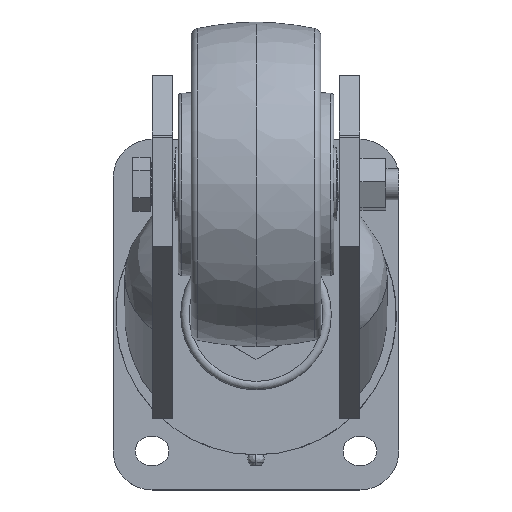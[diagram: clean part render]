
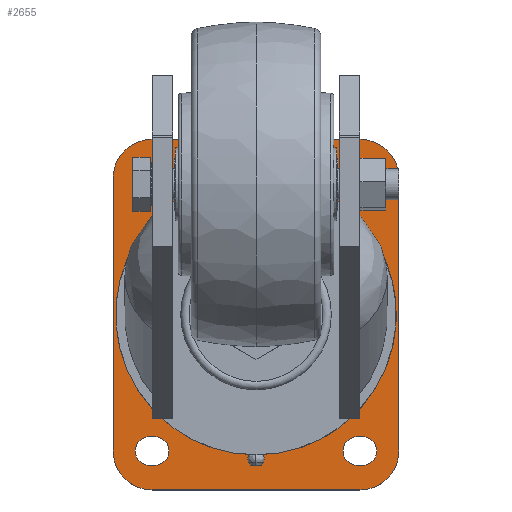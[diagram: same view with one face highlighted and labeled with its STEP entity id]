
A CAD part, top view. The second image highlights one B-rep face of the part: STEP entity #2655.
In plain terms, the highlighted planar face has unit normal (0, 0, 1).
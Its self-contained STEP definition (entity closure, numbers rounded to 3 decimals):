
#664=PLANE('',#12698);
#860=FACE_BOUND('',#4120,.T.);
#861=FACE_BOUND('',#4121,.T.);
#862=FACE_BOUND('',#4122,.T.);
#863=FACE_BOUND('',#4123,.T.);
#864=FACE_BOUND('',#4124,.T.);
#2655=ADVANCED_FACE('',(#860,#861,#862,#863,#864,#3315),#664,.T.);
#3315=FACE_OUTER_BOUND('',#4125,.T.);
#4120=EDGE_LOOP('',(#8882));
#4121=EDGE_LOOP('',(#8883,#8884,#8885,#8886));
#4122=EDGE_LOOP('',(#8887,#8888,#8889,#8890));
#4123=EDGE_LOOP('',(#8891,#8892,#8893,#8894));
#4124=EDGE_LOOP('',(#8895,#8896,#8897,#8898));
#4125=EDGE_LOOP('',(#8899,#8900,#8901,#8902,#8903,#8904,#8905,#8906));
#4796=LINE('',#22808,#5666);
#4797=LINE('',#22813,#5667);
#4798=LINE('',#22816,#5668);
#4799=LINE('',#22821,#5669);
#4800=LINE('',#22824,#5670);
#4801=LINE('',#22829,#5671);
#4802=LINE('',#22832,#5672);
#4803=LINE('',#22837,#5673);
#4804=LINE('',#22840,#5674);
#4805=LINE('',#22845,#5675);
#4806=LINE('',#22849,#5676);
#4807=LINE('',#22853,#5677);
#5666=VECTOR('',#14738,1.);
#5667=VECTOR('',#14741,1.);
#5668=VECTOR('',#14744,1.);
#5669=VECTOR('',#14747,1.);
#5670=VECTOR('',#14750,1.);
#5671=VECTOR('',#14753,1.);
#5672=VECTOR('',#14756,1.);
#5673=VECTOR('',#14759,1.);
#5674=VECTOR('',#14762,1.);
#5675=VECTOR('',#14765,1.);
#5676=VECTOR('',#14768,1.);
#5677=VECTOR('',#14771,1.);
#8882=ORIENTED_EDGE('',*,*,#11817,.F.);
#8883=ORIENTED_EDGE('',*,*,#11818,.T.);
#8884=ORIENTED_EDGE('',*,*,#11819,.F.);
#8885=ORIENTED_EDGE('',*,*,#11820,.F.);
#8886=ORIENTED_EDGE('',*,*,#11821,.F.);
#8887=ORIENTED_EDGE('',*,*,#11822,.T.);
#8888=ORIENTED_EDGE('',*,*,#11823,.F.);
#8889=ORIENTED_EDGE('',*,*,#11824,.F.);
#8890=ORIENTED_EDGE('',*,*,#11825,.F.);
#8891=ORIENTED_EDGE('',*,*,#11826,.T.);
#8892=ORIENTED_EDGE('',*,*,#11827,.F.);
#8893=ORIENTED_EDGE('',*,*,#11828,.F.);
#8894=ORIENTED_EDGE('',*,*,#11829,.F.);
#8895=ORIENTED_EDGE('',*,*,#11830,.T.);
#8896=ORIENTED_EDGE('',*,*,#11831,.F.);
#8897=ORIENTED_EDGE('',*,*,#11832,.F.);
#8898=ORIENTED_EDGE('',*,*,#11833,.F.);
#8899=ORIENTED_EDGE('',*,*,#11834,.F.);
#8900=ORIENTED_EDGE('',*,*,#11835,.T.);
#8901=ORIENTED_EDGE('',*,*,#11836,.F.);
#8902=ORIENTED_EDGE('',*,*,#11837,.T.);
#8903=ORIENTED_EDGE('',*,*,#11838,.F.);
#8904=ORIENTED_EDGE('',*,*,#11839,.T.);
#8905=ORIENTED_EDGE('',*,*,#11840,.F.);
#8906=ORIENTED_EDGE('',*,*,#11841,.T.);
#10165=VERTEX_POINT('',#22807);
#10166=VERTEX_POINT('',#22809);
#10167=VERTEX_POINT('',#22810);
#10168=VERTEX_POINT('',#22812);
#10169=VERTEX_POINT('',#22814);
#10170=VERTEX_POINT('',#22817);
#10171=VERTEX_POINT('',#22818);
#10172=VERTEX_POINT('',#22820);
#10173=VERTEX_POINT('',#22822);
#10174=VERTEX_POINT('',#22825);
#10175=VERTEX_POINT('',#22826);
#10176=VERTEX_POINT('',#22828);
#10177=VERTEX_POINT('',#22830);
#10178=VERTEX_POINT('',#22833);
#10179=VERTEX_POINT('',#22834);
#10180=VERTEX_POINT('',#22836);
#10181=VERTEX_POINT('',#22838);
#10182=VERTEX_POINT('',#22841);
#10183=VERTEX_POINT('',#22842);
#10184=VERTEX_POINT('',#22844);
#10185=VERTEX_POINT('',#22846);
#10186=VERTEX_POINT('',#22848);
#10187=VERTEX_POINT('',#22850);
#10188=VERTEX_POINT('',#22852);
#10189=VERTEX_POINT('',#22854);
#11817=EDGE_CURVE('',#10165,#10165,#12068,.T.);
#11818=EDGE_CURVE('',#10166,#10167,#4796,.T.);
#11819=EDGE_CURVE('',#10168,#10167,#12069,.T.);
#11820=EDGE_CURVE('',#10169,#10168,#4797,.T.);
#11821=EDGE_CURVE('',#10166,#10169,#12070,.T.);
#11822=EDGE_CURVE('',#10170,#10171,#4798,.T.);
#11823=EDGE_CURVE('',#10172,#10171,#12071,.T.);
#11824=EDGE_CURVE('',#10173,#10172,#4799,.T.);
#11825=EDGE_CURVE('',#10170,#10173,#12072,.T.);
#11826=EDGE_CURVE('',#10174,#10175,#4800,.T.);
#11827=EDGE_CURVE('',#10176,#10175,#12073,.T.);
#11828=EDGE_CURVE('',#10177,#10176,#4801,.T.);
#11829=EDGE_CURVE('',#10174,#10177,#12074,.T.);
#11830=EDGE_CURVE('',#10178,#10179,#4802,.T.);
#11831=EDGE_CURVE('',#10180,#10179,#12075,.T.);
#11832=EDGE_CURVE('',#10181,#10180,#4803,.T.);
#11833=EDGE_CURVE('',#10178,#10181,#12076,.T.);
#11834=EDGE_CURVE('',#10182,#10183,#4804,.T.);
#11835=EDGE_CURVE('',#10182,#10184,#12077,.T.);
#11836=EDGE_CURVE('',#10185,#10184,#4805,.T.);
#11837=EDGE_CURVE('',#10185,#10186,#12078,.T.);
#11838=EDGE_CURVE('',#10187,#10186,#4806,.T.);
#11839=EDGE_CURVE('',#10187,#10188,#12079,.T.);
#11840=EDGE_CURVE('',#10189,#10188,#4807,.T.);
#11841=EDGE_CURVE('',#10189,#10183,#12080,.T.);
#12068=CIRCLE('',#12685,47.5);
#12069=CIRCLE('',#12686,5.5);
#12070=CIRCLE('',#12687,5.5);
#12071=CIRCLE('',#12688,5.5);
#12072=CIRCLE('',#12689,5.5);
#12073=CIRCLE('',#12690,5.5);
#12074=CIRCLE('',#12691,5.5);
#12075=CIRCLE('',#12692,5.5);
#12076=CIRCLE('',#12693,5.5);
#12077=CIRCLE('',#12694,15.);
#12078=CIRCLE('',#12695,15.);
#12079=CIRCLE('',#12696,15.);
#12080=CIRCLE('',#12697,15.);
#12685=AXIS2_PLACEMENT_3D('',#22806,#14736,#14737);
#12686=AXIS2_PLACEMENT_3D('',#22811,#14739,#14740);
#12687=AXIS2_PLACEMENT_3D('',#22815,#14742,#14743);
#12688=AXIS2_PLACEMENT_3D('',#22819,#14745,#14746);
#12689=AXIS2_PLACEMENT_3D('',#22823,#14748,#14749);
#12690=AXIS2_PLACEMENT_3D('',#22827,#14751,#14752);
#12691=AXIS2_PLACEMENT_3D('',#22831,#14754,#14755);
#12692=AXIS2_PLACEMENT_3D('',#22835,#14757,#14758);
#12693=AXIS2_PLACEMENT_3D('',#22839,#14760,#14761);
#12694=AXIS2_PLACEMENT_3D('',#22843,#14763,#14764);
#12695=AXIS2_PLACEMENT_3D('',#22847,#14766,#14767);
#12696=AXIS2_PLACEMENT_3D('',#22851,#14769,#14770);
#12697=AXIS2_PLACEMENT_3D('',#22855,#14772,#14773);
#12698=AXIS2_PLACEMENT_3D('',#22856,#14774,#14775);
#14736=DIRECTION('',(0.,0.,1.));
#14737=DIRECTION('',(0.,1.,0.));
#14738=DIRECTION('',(-1.,0.,0.));
#14739=DIRECTION('',(0.,0.,1.));
#14740=DIRECTION('',(0.,1.,0.));
#14741=DIRECTION('',(-1.,0.,0.));
#14742=DIRECTION('',(0.,0.,1.));
#14743=DIRECTION('',(0.,1.,0.));
#14744=DIRECTION('',(-1.,0.,0.));
#14745=DIRECTION('',(0.,0.,1.));
#14746=DIRECTION('',(0.,1.,0.));
#14747=DIRECTION('',(-1.,0.,0.));
#14748=DIRECTION('',(0.,0.,1.));
#14749=DIRECTION('',(0.,1.,0.));
#14750=DIRECTION('',(-1.,0.,0.));
#14751=DIRECTION('',(0.,0.,1.));
#14752=DIRECTION('',(0.,1.,0.));
#14753=DIRECTION('',(-1.,0.,0.));
#14754=DIRECTION('',(0.,0.,1.));
#14755=DIRECTION('',(0.,1.,0.));
#14756=DIRECTION('',(-1.,0.,0.));
#14757=DIRECTION('',(0.,0.,1.));
#14758=DIRECTION('',(0.,1.,0.));
#14759=DIRECTION('',(-1.,0.,0.));
#14760=DIRECTION('',(0.,0.,1.));
#14761=DIRECTION('',(0.,1.,0.));
#14762=DIRECTION('',(-1.,0.,0.));
#14763=DIRECTION('',(0.,0.,1.));
#14764=DIRECTION('',(0.,1.,0.));
#14765=DIRECTION('',(0.,-1.,0.));
#14766=DIRECTION('',(0.,0.,1.));
#14767=DIRECTION('',(0.,1.,0.));
#14768=DIRECTION('',(1.,0.,0.));
#14769=DIRECTION('',(0.,0.,1.));
#14770=DIRECTION('',(0.,1.,0.));
#14771=DIRECTION('',(0.,1.,0.));
#14772=DIRECTION('',(0.,0.,1.));
#14773=DIRECTION('',(0.,1.,0.));
#14774=DIRECTION('',(0.,0.,1.));
#14775=DIRECTION('',(0.,1.,0.));
#22806=CARTESIAN_POINT('',(0.,-50.,-99.));
#22807=CARTESIAN_POINT('',(0.,-2.5,-99.));
#22808=CARTESIAN_POINT('',(40.,-108.,-99.));
#22809=CARTESIAN_POINT('',(41.,-108.,-99.));
#22810=CARTESIAN_POINT('',(39.,-108.,-99.));
#22811=CARTESIAN_POINT('',(39.,-102.5,-99.));
#22812=CARTESIAN_POINT('',(39.,-97.,-99.));
#22813=CARTESIAN_POINT('',(40.,-97.,-99.));
#22814=CARTESIAN_POINT('',(41.,-97.,-99.));
#22815=CARTESIAN_POINT('',(41.,-102.5,-99.));
#22816=CARTESIAN_POINT('',(-40.,-108.,-99.));
#22817=CARTESIAN_POINT('',(-39.,-108.,-99.));
#22818=CARTESIAN_POINT('',(-41.,-108.,-99.));
#22819=CARTESIAN_POINT('',(-41.,-102.5,-99.));
#22820=CARTESIAN_POINT('',(-41.,-97.,-99.));
#22821=CARTESIAN_POINT('',(-40.,-97.,-99.));
#22822=CARTESIAN_POINT('',(-39.,-97.,-99.));
#22823=CARTESIAN_POINT('',(-39.,-102.5,-99.));
#22824=CARTESIAN_POINT('',(40.,-3.,-99.));
#22825=CARTESIAN_POINT('',(41.,-3.,-99.));
#22826=CARTESIAN_POINT('',(39.,-3.,-99.));
#22827=CARTESIAN_POINT('',(39.,2.5,-99.));
#22828=CARTESIAN_POINT('',(39.,8.,-99.));
#22829=CARTESIAN_POINT('',(40.,8.,-99.));
#22830=CARTESIAN_POINT('',(41.,8.,-99.));
#22831=CARTESIAN_POINT('',(41.,2.5,-99.));
#22832=CARTESIAN_POINT('',(-40.,-3.,-99.));
#22833=CARTESIAN_POINT('',(-39.,-3.,-99.));
#22834=CARTESIAN_POINT('',(-41.,-3.,-99.));
#22835=CARTESIAN_POINT('',(-41.,2.5,-99.));
#22836=CARTESIAN_POINT('',(-41.,8.,-99.));
#22837=CARTESIAN_POINT('',(-40.,8.,-99.));
#22838=CARTESIAN_POINT('',(-39.,8.,-99.));
#22839=CARTESIAN_POINT('',(-39.,2.5,-99.));
#22840=CARTESIAN_POINT('',(0.,-117.5,-99.));
#22841=CARTESIAN_POINT('',(40.,-117.5,-99.));
#22842=CARTESIAN_POINT('',(-40.,-117.5,-99.));
#22843=CARTESIAN_POINT('',(40.,-102.5,-99.));
#22844=CARTESIAN_POINT('',(55.,-102.5,-99.));
#22845=CARTESIAN_POINT('',(55.,-50.,-99.));
#22846=CARTESIAN_POINT('',(55.,2.5,-99.));
#22847=CARTESIAN_POINT('',(40.,2.5,-99.));
#22848=CARTESIAN_POINT('',(40.,17.5,-99.));
#22849=CARTESIAN_POINT('',(0.,17.5,-99.));
#22850=CARTESIAN_POINT('',(-40.,17.5,-99.));
#22851=CARTESIAN_POINT('',(-40.,2.5,-99.));
#22852=CARTESIAN_POINT('',(-55.,2.5,-99.));
#22853=CARTESIAN_POINT('',(-55.,-50.,-99.));
#22854=CARTESIAN_POINT('',(-55.,-102.5,-99.));
#22855=CARTESIAN_POINT('',(-40.,-102.5,-99.));
#22856=CARTESIAN_POINT('',(0.,-50.,-99.));
